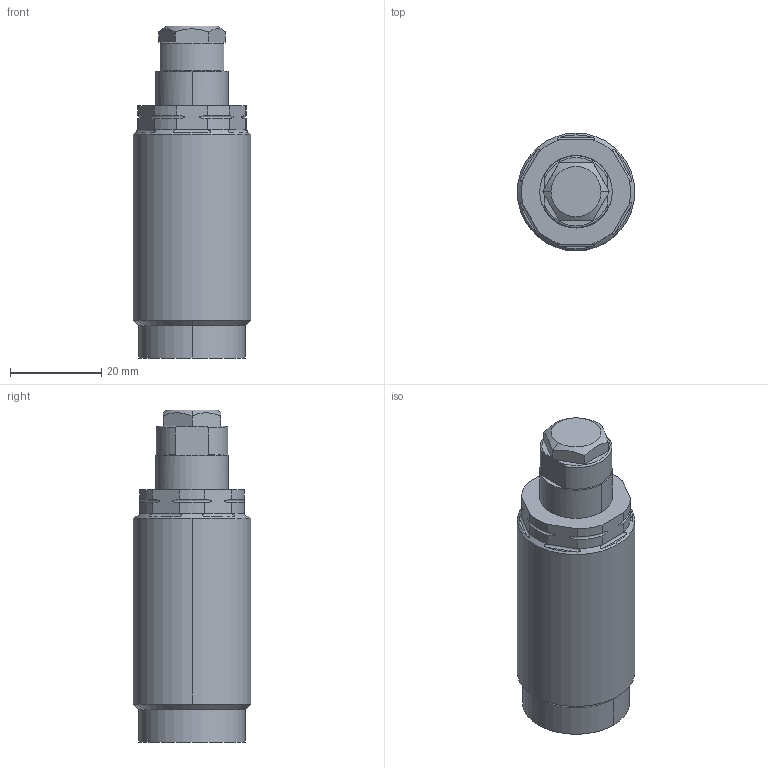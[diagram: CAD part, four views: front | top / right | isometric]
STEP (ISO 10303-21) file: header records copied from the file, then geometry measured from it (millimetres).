
FILE_DESCRIPTION((''),'2;1');
FILE_NAME('ILCM41007114','2012-10-18T',('jdw'),(''),'PRO/ENGINEER BY PARAMETRIC TECHNOLOGY CORPORATION, 2007460','PRO/ENGINEER BY PARAMETRIC TECHNOLOGY CORPORATION, 2007460','');
FILE_SCHEMA(('AUTOMOTIVE_DESIGN_CC2 { 1 2 10303 214 -1 1 5 2 }'));
Length unit declared in the file: millimetre
Products named in the file (1): ILCM41007114
Bounding box: 25.76 x 25.76 x 72.77 mm (x, y, z)
Volume: 30399.8 mm3; surface area: 6428.6 mm2
Topology: 1 solids, 2 shells, 75 faces, 186 edges, 116 vertices
Faces by surface type: plane 31, cylinder 28, torus 10, cone 6
Entity records: 3119 total; most frequent: CARTESIAN_POINT 1241, ORIENTED_EDGE 372, DIRECTION 362, EDGE_CURVE 186, AXIS2_PLACEMENT_3D 139, VERTEX_POINT 116, COLOUR_RGB 106, VECTOR 84
